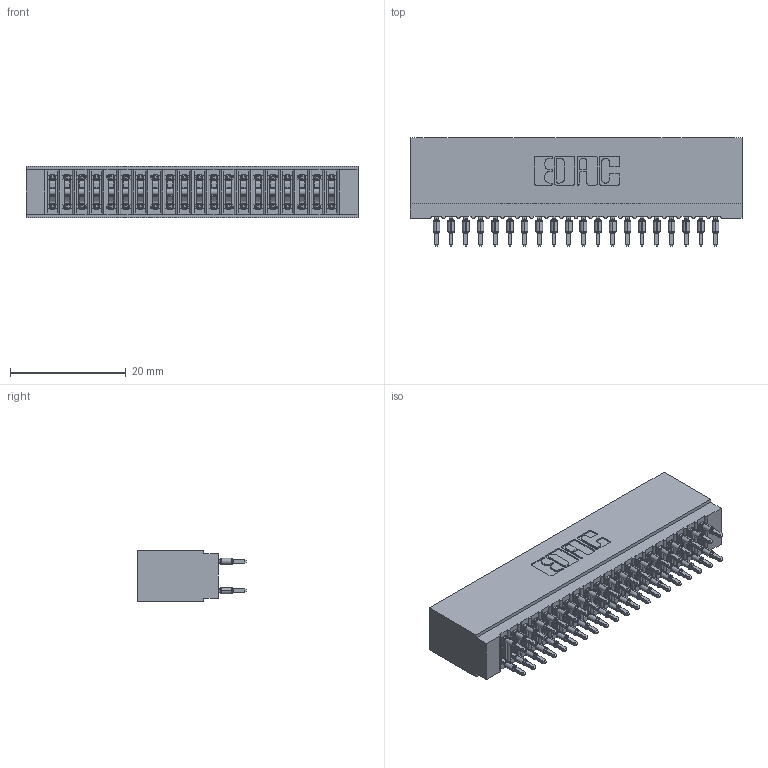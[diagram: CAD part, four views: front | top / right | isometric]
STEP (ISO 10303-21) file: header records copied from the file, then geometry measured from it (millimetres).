
FILE_DESCRIPTION (( 'STEP AP203' ), '1' );
FILE_NAME ('725-040-560-201.STEP', '2026-02-24T17:31:12', ( '' ), ( '' ), 'SwSTEP 2.0', 'SolidWorks 2023', '' );
FILE_SCHEMA (( 'CONFIG_CONTROL_DESIGN' ));
Length unit declared in the file: millimetre
Products named in the file (3): 745-292-001_560; 725 Part_Insulator Option - 01; 725-040-560-201
Assembly tree (41 placements, depth 2):
  725-040-560-201
    725 Part_Insulator Option - 01
    745-292-001_560  x40
Bounding box: 57.4 x 18.8 x 8.89 mm (x, y, z)
Volume: 4810.8 mm3; surface area: 10321.2 mm2
Topology: 41 solids, 41 shells, 4035 faces, 11034 edges, 7008 vertices
Faces by surface type: plane 2095, cylinder 900, bspline 800, torus 240
Entity records: 36961 total; most frequent: CARTESIAN_POINT 6921, ORIENTED_EDGE 6312, DIRECTION 5540, EDGE_CURVE 3156, VECTOR 2846, LINE 2846, VERTEX_POINT 2016, AXIS2_PLACEMENT_3D 1347
